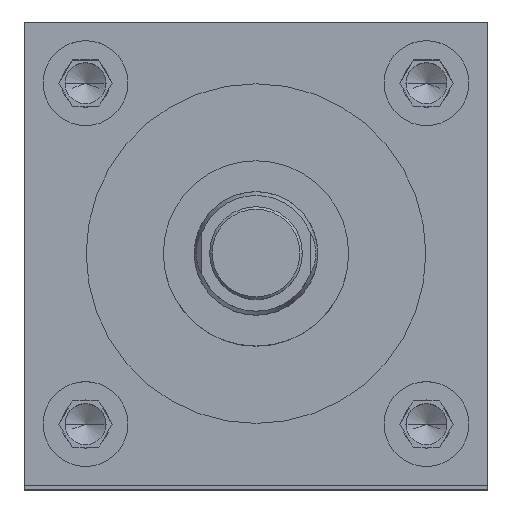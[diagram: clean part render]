
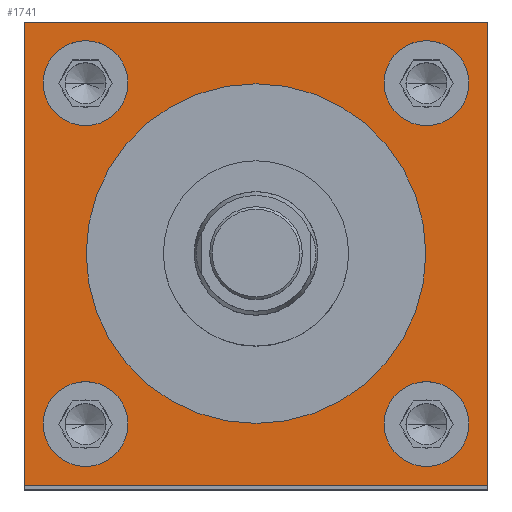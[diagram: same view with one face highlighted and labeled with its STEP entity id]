
A CAD part, top view. The second image highlights one B-rep face of the part: STEP entity #1741.
In plain terms, the highlighted planar face has unit normal (0, 0, 1).
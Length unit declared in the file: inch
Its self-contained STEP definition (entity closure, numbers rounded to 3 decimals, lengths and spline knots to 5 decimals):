
#63 = CARTESIAN_POINT ( 'NONE',  ( -1.875, 1.875, 22.25 ) ) ;
#71 = EDGE_CURVE ( 'NONE', #6216, #4741, #5894, .T. ) ;
#134 = CARTESIAN_POINT ( 'NONE',  ( 1.0365, -1.38, 22.25 ) ) ;
#150 = DIRECTION ( 'NONE',  ( 0., -1., 0. ) ) ;
#182 = EDGE_CURVE ( 'NONE', #5453, #733, #365, .T. ) ;
#187 = EDGE_CURVE ( 'NONE', #4356, #473, #3839, .T. ) ;
#203 = ORIENTED_EDGE ( 'NONE', *, *, #2678, .F. ) ;
#205 = AXIS2_PLACEMENT_3D ( 'NONE', #2741, #4116, #4682 ) ;
#279 = CARTESIAN_POINT ( 'NONE',  ( -1.375, 0., 22.25 ) ) ;
#323 = CIRCLE ( 'NONE', #6440, 0.3435 ) ;
#341 = ORIENTED_EDGE ( 'NONE', *, *, #1330, .T. ) ;
#365 = CIRCLE ( 'NONE', #6049, 0.3435 ) ;
#372 = DIRECTION ( 'NONE',  ( 0., 1., 0. ) ) ;
#418 = CARTESIAN_POINT ( 'NONE',  ( -1.875, 1.875, 22.25 ) ) ;
#443 = AXIS2_PLACEMENT_3D ( 'NONE', #3402, #5564, #1266 ) ;
#473 = VERTEX_POINT ( 'NONE', #4733 ) ;
#498 = EDGE_LOOP ( 'NONE', ( #6228, #6506 ) ) ;
#499 = PLANE ( 'NONE',  #7126 ) ;
#536 = DIRECTION ( 'NONE',  ( 0., 0., 1. ) ) ;
#733 = VERTEX_POINT ( 'NONE', #4063 ) ;
#804 = CARTESIAN_POINT ( 'NONE',  ( 1.38, 1.38, 22.25 ) ) ;
#823 = CARTESIAN_POINT ( 'NONE',  ( -1.38, -1.38, 22.25 ) ) ;
#1081 = DIRECTION ( 'NONE',  ( -1., 0., 0. ) ) ;
#1082 = CARTESIAN_POINT ( 'NONE',  ( 0., 0., 22.25 ) ) ;
#1091 = VERTEX_POINT ( 'NONE', #5608 ) ;
#1113 = EDGE_LOOP ( 'NONE', ( #2639, #3855 ) ) ;
#1266 = DIRECTION ( 'NONE',  ( 1., 0., 0. ) ) ;
#1330 = EDGE_CURVE ( 'NONE', #6053, #5656, #1974, .T. ) ;
#1367 = CARTESIAN_POINT ( 'NONE',  ( -1.38, 1.38, 22.25 ) ) ;
#1441 = CIRCLE ( 'NONE', #2734, 1.375 ) ;
#1448 = CIRCLE ( 'NONE', #205, 0.3435 ) ;
#1500 = ORIENTED_EDGE ( 'NONE', *, *, #71, .F. ) ;
#1634 = EDGE_LOOP ( 'NONE', ( #4386, #341, #5038, #4633 ) ) ;
#1705 = DIRECTION ( 'NONE',  ( 1., 0., 0. ) ) ;
#1741 = ADVANCED_FACE ( 'NONE', ( #4816, #4936, #5782, #5404, #3206, #2152 ), #499, .F. ) ;
#1776 = EDGE_CURVE ( 'NONE', #473, #4356, #1448, .T. ) ;
#1947 = DIRECTION ( 'NONE',  ( 1., 0., 0. ) ) ;
#1950 = VERTEX_POINT ( 'NONE', #5556 ) ;
#1974 = LINE ( 'NONE', #6915, #2462 ) ;
#2013 = CARTESIAN_POINT ( 'NONE',  ( 1.875, -1.875, 22.25 ) ) ;
#2020 = CARTESIAN_POINT ( 'NONE',  ( 1.38, -1.38, 22.25 ) ) ;
#2033 = DIRECTION ( 'NONE',  ( 0., 0., -1. ) ) ;
#2115 = EDGE_LOOP ( 'NONE', ( #1500, #203 ) ) ;
#2138 = CIRCLE ( 'NONE', #3877, 1.375 ) ;
#2152 = FACE_OUTER_BOUND ( 'NONE', #1634, .T. ) ;
#2168 = EDGE_CURVE ( 'NONE', #5656, #2846, #5391, .T. ) ;
#2169 = AXIS2_PLACEMENT_3D ( 'NONE', #804, #5204, #6272 ) ;
#2443 = DIRECTION ( 'NONE',  ( 1., 0., 0. ) ) ;
#2462 = VECTOR ( 'NONE', #1947, 39.37008 ) ;
#2495 = DIRECTION ( 'NONE',  ( 1., 0., 0. ) ) ;
#2607 = CARTESIAN_POINT ( 'NONE',  ( 1.875, -1.875, 22.25 ) ) ;
#2639 = ORIENTED_EDGE ( 'NONE', *, *, #4324, .F. ) ;
#2678 = EDGE_CURVE ( 'NONE', #4741, #6216, #323, .T. ) ;
#2734 = AXIS2_PLACEMENT_3D ( 'NONE', #1082, #536, #6425 ) ;
#2741 = CARTESIAN_POINT ( 'NONE',  ( -1.38, -1.38, 22.25 ) ) ;
#2764 = AXIS2_PLACEMENT_3D ( 'NONE', #5696, #3045, #2495 ) ;
#2791 = CARTESIAN_POINT ( 'NONE',  ( 0., 0., 22.25 ) ) ;
#2846 = VERTEX_POINT ( 'NONE', #3988 ) ;
#2987 = DIRECTION ( 'NONE',  ( 1., 0., 0. ) ) ;
#2995 = EDGE_CURVE ( 'NONE', #1950, #6382, #3451, .T. ) ;
#3045 = DIRECTION ( 'NONE',  ( 0., 0., 1. ) ) ;
#3097 = DIRECTION ( 'NONE',  ( 0., 0., 1. ) ) ;
#3206 = FACE_BOUND ( 'NONE', #1113, .T. ) ;
#3272 = EDGE_LOOP ( 'NONE', ( #3830, #5654 ) ) ;
#3351 = CIRCLE ( 'NONE', #2764, 0.3435 ) ;
#3376 = DIRECTION ( 'NONE',  ( 0., 0., 1. ) ) ;
#3402 = CARTESIAN_POINT ( 'NONE',  ( -1.38, 1.38, 22.25 ) ) ;
#3451 = CIRCLE ( 'NONE', #2169, 0.3435 ) ;
#3582 = DIRECTION ( 'NONE',  ( 1., 0., 0. ) ) ;
#3702 = EDGE_CURVE ( 'NONE', #4675, #6053, #4473, .T. ) ;
#3770 = VECTOR ( 'NONE', #5065, 39.37008 ) ;
#3830 = ORIENTED_EDGE ( 'NONE', *, *, #6864, .F. ) ;
#3839 = CIRCLE ( 'NONE', #5096, 0.3435 ) ;
#3855 = ORIENTED_EDGE ( 'NONE', *, *, #5085, .F. ) ;
#3877 = AXIS2_PLACEMENT_3D ( 'NONE', #2791, #3376, #1705 ) ;
#3988 = CARTESIAN_POINT ( 'NONE',  ( 1.875, 1.875, 22.25 ) ) ;
#4044 = DIRECTION ( 'NONE',  ( 0., 0., 1. ) ) ;
#4063 = CARTESIAN_POINT ( 'NONE',  ( -1.0365, 1.38, 22.25 ) ) ;
#4116 = DIRECTION ( 'NONE',  ( 0., 0., 1. ) ) ;
#4150 = VECTOR ( 'NONE', #372, 39.37008 ) ;
#4324 = EDGE_CURVE ( 'NONE', #1091, #6827, #1441, .T. ) ;
#4356 = VERTEX_POINT ( 'NONE', #6981 ) ;
#4386 = ORIENTED_EDGE ( 'NONE', *, *, #3702, .T. ) ;
#4473 = LINE ( 'NONE', #6759, #5758 ) ;
#4481 = ORIENTED_EDGE ( 'NONE', *, *, #6338, .F. ) ;
#4633 = ORIENTED_EDGE ( 'NONE', *, *, #5874, .T. ) ;
#4675 = VERTEX_POINT ( 'NONE', #63 ) ;
#4682 = DIRECTION ( 'NONE',  ( 1., 0., 0. ) ) ;
#4733 = CARTESIAN_POINT ( 'NONE',  ( -1.7235, -1.38, 22.25 ) ) ;
#4741 = VERTEX_POINT ( 'NONE', #134 ) ;
#4816 = FACE_BOUND ( 'NONE', #2115, .T. ) ;
#4844 = DIRECTION ( 'NONE',  ( 0., 0., 1. ) ) ;
#4936 = FACE_BOUND ( 'NONE', #3272, .T. ) ;
#5038 = ORIENTED_EDGE ( 'NONE', *, *, #2168, .T. ) ;
#5065 = DIRECTION ( 'NONE',  ( -1., 0., 0. ) ) ;
#5085 = EDGE_CURVE ( 'NONE', #6827, #1091, #2138, .T. ) ;
#5088 = CARTESIAN_POINT ( 'NONE',  ( 1.7235, -1.38, 22.25 ) ) ;
#5096 = AXIS2_PLACEMENT_3D ( 'NONE', #823, #3097, #2443 ) ;
#5170 = CARTESIAN_POINT ( 'NONE',  ( -1.875, 1.875, 22.25 ) ) ;
#5195 = DIRECTION ( 'NONE',  ( 0., 0., 1. ) ) ;
#5204 = DIRECTION ( 'NONE',  ( 0., 0., 1. ) ) ;
#5391 = LINE ( 'NONE', #2607, #4150 ) ;
#5404 = FACE_BOUND ( 'NONE', #5597, .T. ) ;
#5453 = VERTEX_POINT ( 'NONE', #6214 ) ;
#5500 = CARTESIAN_POINT ( 'NONE',  ( -1.875, -1.875, 22.25 ) ) ;
#5530 = CIRCLE ( 'NONE', #443, 0.3435 ) ;
#5556 = CARTESIAN_POINT ( 'NONE',  ( 1.0365, 1.38, 22.25 ) ) ;
#5564 = DIRECTION ( 'NONE',  ( 0., 0., 1. ) ) ;
#5574 = LINE ( 'NONE', #5170, #3770 ) ;
#5597 = EDGE_LOOP ( 'NONE', ( #4481, #5834 ) ) ;
#5608 = CARTESIAN_POINT ( 'NONE',  ( 1.375, 0., 22.25 ) ) ;
#5654 = ORIENTED_EDGE ( 'NONE', *, *, #2995, .F. ) ;
#5656 = VERTEX_POINT ( 'NONE', #2013 ) ;
#5696 = CARTESIAN_POINT ( 'NONE',  ( 1.38, 1.38, 22.25 ) ) ;
#5758 = VECTOR ( 'NONE', #150, 39.37008 ) ;
#5782 = FACE_BOUND ( 'NONE', #498, .T. ) ;
#5834 = ORIENTED_EDGE ( 'NONE', *, *, #182, .F. ) ;
#5874 = EDGE_CURVE ( 'NONE', #2846, #4675, #5574, .T. ) ;
#5894 = CIRCLE ( 'NONE', #6617, 0.3435 ) ;
#6049 = AXIS2_PLACEMENT_3D ( 'NONE', #1367, #5195, #3582 ) ;
#6053 = VERTEX_POINT ( 'NONE', #5500 ) ;
#6214 = CARTESIAN_POINT ( 'NONE',  ( -1.7235, 1.38, 22.25 ) ) ;
#6216 = VERTEX_POINT ( 'NONE', #5088 ) ;
#6228 = ORIENTED_EDGE ( 'NONE', *, *, #187, .F. ) ;
#6272 = DIRECTION ( 'NONE',  ( 1., 0., 0. ) ) ;
#6338 = EDGE_CURVE ( 'NONE', #733, #5453, #5530, .T. ) ;
#6363 = CARTESIAN_POINT ( 'NONE',  ( 1.7235, 1.38, 22.25 ) ) ;
#6382 = VERTEX_POINT ( 'NONE', #6363 ) ;
#6425 = DIRECTION ( 'NONE',  ( 1., 0., 0. ) ) ;
#6440 = AXIS2_PLACEMENT_3D ( 'NONE', #2020, #4844, #6957 ) ;
#6506 = ORIENTED_EDGE ( 'NONE', *, *, #1776, .F. ) ;
#6617 = AXIS2_PLACEMENT_3D ( 'NONE', #6833, #4044, #2987 ) ;
#6759 = CARTESIAN_POINT ( 'NONE',  ( -1.875, -1.875, 22.25 ) ) ;
#6827 = VERTEX_POINT ( 'NONE', #279 ) ;
#6833 = CARTESIAN_POINT ( 'NONE',  ( 1.38, -1.38, 22.25 ) ) ;
#6864 = EDGE_CURVE ( 'NONE', #6382, #1950, #3351, .T. ) ;
#6915 = CARTESIAN_POINT ( 'NONE',  ( -1.875, -1.875, 22.25 ) ) ;
#6957 = DIRECTION ( 'NONE',  ( 1., 0., 0. ) ) ;
#6981 = CARTESIAN_POINT ( 'NONE',  ( -1.0365, -1.38, 22.25 ) ) ;
#7126 = AXIS2_PLACEMENT_3D ( 'NONE', #418, #2033, #1081 ) ;
